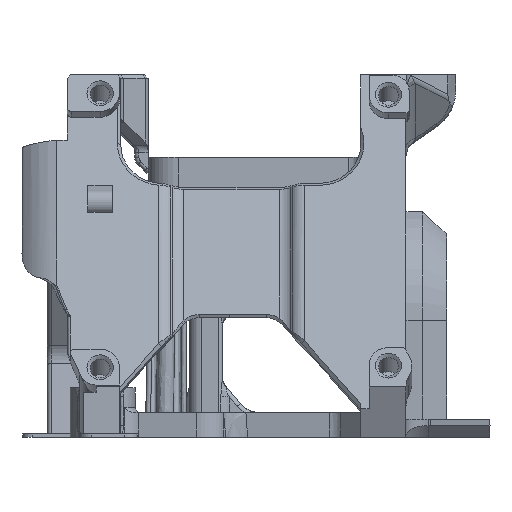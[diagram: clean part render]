
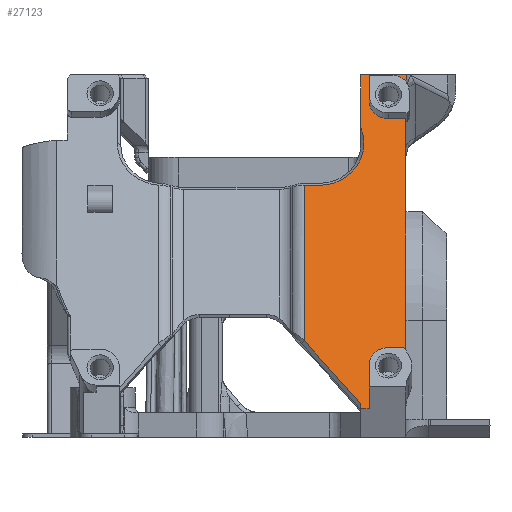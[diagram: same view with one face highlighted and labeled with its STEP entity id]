
A CAD part, left-side view. The second image highlights one B-rep face of the part: STEP entity #27123.
In plain terms, the highlighted planar face has unit normal (-0.94, 0, 0.342).
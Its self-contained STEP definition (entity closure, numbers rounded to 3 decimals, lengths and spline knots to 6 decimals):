
#966=PLANE('',#29217);
#1797=B_SPLINE_CURVE_WITH_KNOTS('',3,(#45214,#45215,#45216,#45217),
 .UNSPECIFIED.,.F.,.F.,(4,4),(-0.000025,0.000759),
 .UNSPECIFIED.);
#2964=LINE('',#45135,#4735);
#2971=LINE('',#45232,#4742);
#2972=LINE('',#45234,#4743);
#2975=LINE('',#45242,#4746);
#2977=LINE('',#45246,#4748);
#3145=LINE('',#47645,#4916);
#3146=LINE('',#47646,#4917);
#3205=LINE('',#48157,#4976);
#3269=LINE('',#48655,#5040);
#3281=LINE('',#48690,#5052);
#3282=LINE('',#48692,#5053);
#3283=LINE('',#48693,#5054);
#3284=LINE('',#48694,#5055);
#3285=LINE('',#48696,#5056);
#4735=VECTOR('',#32463,1.);
#4742=VECTOR('',#32482,1.);
#4743=VECTOR('',#32485,1.);
#4746=VECTOR('',#32494,1.);
#4748=VECTOR('',#32498,1.);
#4916=VECTOR('',#33230,1.);
#4917=VECTOR('',#33231,1.);
#4976=VECTOR('',#33504,1.);
#5040=VECTOR('',#33712,1.);
#5052=VECTOR('',#33738,1.);
#5053=VECTOR('',#33741,1.);
#5054=VECTOR('',#33742,1.);
#5055=VECTOR('',#33743,1.);
#5056=VECTOR('',#33744,1.);
#9744=ORIENTED_EDGE('',*,*,#16328,.F.);
#9745=ORIENTED_EDGE('',*,*,#15869,.F.);
#9746=ORIENTED_EDGE('',*,*,#15867,.T.);
#9747=ORIENTED_EDGE('',*,*,#15865,.T.);
#9748=ORIENTED_EDGE('',*,*,#15864,.T.);
#9749=ORIENTED_EDGE('',*,*,#15861,.T.);
#9750=ORIENTED_EDGE('',*,*,#16327,.T.);
#9751=ORIENTED_EDGE('',*,*,#15858,.F.);
#9752=ORIENTED_EDGE('',*,*,#16587,.F.);
#9753=ORIENTED_EDGE('',*,*,#16604,.T.);
#9754=ORIENTED_EDGE('',*,*,#16591,.T.);
#9755=ORIENTED_EDGE('',*,*,#16605,.F.);
#9756=ORIENTED_EDGE('',*,*,#16466,.F.);
#9757=ORIENTED_EDGE('',*,*,#16603,.F.);
#9758=ORIENTED_EDGE('',*,*,#16606,.F.);
#9759=ORIENTED_EDGE('',*,*,#16607,.T.);
#9760=ORIENTED_EDGE('',*,*,#15871,.T.);
#9761=ORIENTED_EDGE('',*,*,#15856,.T.);
#9762=ORIENTED_EDGE('',*,*,#15851,.F.);
#9763=ORIENTED_EDGE('',*,*,#15847,.T.);
#9764=ORIENTED_EDGE('',*,*,#15886,.F.);
#15847=EDGE_CURVE('',#19661,#19662,#21730,.T.);
#15851=EDGE_CURVE('',#19661,#19665,#2964,.T.);
#15856=EDGE_CURVE('',#19667,#19665,#21733,.T.);
#15858=EDGE_CURVE('',#19669,#19670,#1797,.T.);
#15861=EDGE_CURVE('',#19672,#19671,#21734,.T.);
#15864=EDGE_CURVE('',#19673,#19672,#2971,.T.);
#15865=EDGE_CURVE('',#19674,#19673,#2972,.T.);
#15867=EDGE_CURVE('',#19675,#19674,#21735,.T.);
#15869=EDGE_CURVE('',#19675,#19676,#2975,.T.);
#15871=EDGE_CURVE('',#19677,#19667,#2977,.T.);
#15886=EDGE_CURVE('',#19687,#19662,#21739,.T.);
#16327=EDGE_CURVE('',#19671,#19670,#3145,.T.);
#16328=EDGE_CURVE('',#19676,#19687,#3146,.T.);
#16466=EDGE_CURVE('',#19660,#20034,#3205,.T.);
#16587=EDGE_CURVE('',#20109,#19669,#3269,.T.);
#16591=EDGE_CURVE('',#20114,#20113,#21933,.T.);
#16603=EDGE_CURVE('',#20122,#19660,#3281,.T.);
#16604=EDGE_CURVE('',#20109,#20114,#3282,.T.);
#16605=EDGE_CURVE('',#20034,#20113,#3283,.T.);
#16606=EDGE_CURVE('',#20123,#20122,#3284,.T.);
#16607=EDGE_CURVE('',#20123,#19677,#3285,.T.);
#19660=VERTEX_POINT('',#45109);
#19661=VERTEX_POINT('',#45127);
#19662=VERTEX_POINT('',#45128);
#19665=VERTEX_POINT('',#45136);
#19667=VERTEX_POINT('',#45142);
#19669=VERTEX_POINT('',#45213);
#19670=VERTEX_POINT('',#45218);
#19671=VERTEX_POINT('',#45225);
#19672=VERTEX_POINT('',#45227);
#19673=VERTEX_POINT('',#45231);
#19674=VERTEX_POINT('',#45235);
#19675=VERTEX_POINT('',#45239);
#19676=VERTEX_POINT('',#45243);
#19677=VERTEX_POINT('',#45247);
#19687=VERTEX_POINT('',#45275);
#20034=VERTEX_POINT('',#48158);
#20109=VERTEX_POINT('',#48653);
#20113=VERTEX_POINT('',#48662);
#20114=VERTEX_POINT('',#48664);
#20122=VERTEX_POINT('',#48689);
#20123=VERTEX_POINT('',#48695);
#21730=CIRCLE('',#28735,0.0005);
#21733=CIRCLE('',#28740,0.00235);
#21734=CIRCLE('',#28742,0.002);
#21735=CIRCLE('',#28746,0.00235);
#21739=CIRCLE('',#28759,0.002536);
#21933=CIRCLE('',#29212,0.0054);
#23232=EDGE_LOOP('',(#9744,#9745,#9746,#9747,#9748,#9749,#9750,#9751,#9752,
#9753,#9754,#9755,#9756,#9757,#9758,#9759,#9760,#9761,#9762,#9763,#9764));
#24935=FACE_BOUND('',#23232,.T.);
#27123=ADVANCED_FACE('',(#24935),#966,.T.);
#28735=AXIS2_PLACEMENT_3D('',#45126,#32455,#32456);
#28740=AXIS2_PLACEMENT_3D('',#45145,#32471,#32472);
#28742=AXIS2_PLACEMENT_3D('',#45226,#32476,#32477);
#28746=AXIS2_PLACEMENT_3D('',#45238,#32489,#32490);
#28759=AXIS2_PLACEMENT_3D('',#45276,#32527,#32528);
#29212=AXIS2_PLACEMENT_3D('',#48663,#33719,#33720);
#29217=AXIS2_PLACEMENT_3D('',#48691,#33739,#33740);
#32455=DIRECTION('',(0.94,0.,-0.342));
#32456=DIRECTION('',(0.342,0.,0.94));
#32463=DIRECTION('',(0.,1.,0.));
#32471=DIRECTION('',(0.94,0.,-0.342));
#32472=DIRECTION('',(0.342,0.,0.94));
#32476=DIRECTION('',(0.94,0.,-0.342));
#32477=DIRECTION('',(0.342,0.,0.94));
#32482=DIRECTION('',(0.,-1.,0.));
#32485=DIRECTION('',(0.342,0.,0.94));
#32489=DIRECTION('',(0.94,0.,-0.342));
#32490=DIRECTION('',(0.342,0.,0.94));
#32494=DIRECTION('',(0.,-1.,0.));
#32498=DIRECTION('',(0.342,0.,0.94));
#32527=DIRECTION('',(0.94,0.,-0.342));
#32528=DIRECTION('',(0.342,0.,0.94));
#33230=DIRECTION('',(0.342,0.,0.94));
#33231=DIRECTION('',(-0.342,0.,-0.94));
#33504=DIRECTION('',(0.342,0.,0.94));
#33712=DIRECTION('',(0.,-1.,0.));
#33719=DIRECTION('',(0.94,0.,-0.342));
#33720=DIRECTION('',(0.342,0.,0.94));
#33738=DIRECTION('',(0.262,0.643,0.72));
#33739=DIRECTION('',(-0.94,0.,0.342));
#33740=DIRECTION('',(-0.342,0.,-0.94));
#33741=DIRECTION('',(-0.342,0.,-0.94));
#33742=DIRECTION('',(0.,-1.,0.));
#33743=DIRECTION('',(0.342,0.,0.94));
#33744=DIRECTION('',(0.,-1.,0.));
#45109=CARTESIAN_POINT('',(-0.141708,0.018828,0.011704));
#45126=CARTESIAN_POINT('',(-0.14243,0.007,0.009722));
#45127=CARTESIAN_POINT('',(-0.142259,0.007,0.010192));
#45128=CARTESIAN_POINT('',(-0.142361,0.006543,0.009912));
#45135=CARTESIAN_POINT('',(-0.142259,0.006125,0.010192));
#45136=CARTESIAN_POINT('',(-0.142259,0.008625,0.010192));
#45142=CARTESIAN_POINT('',(-0.143062,0.010975,0.007983));
#45145=CARTESIAN_POINT('',(-0.143062,0.008625,0.007983));
#45213=CARTESIAN_POINT('',(-0.129953,0.006465,0.044));
#45214=CARTESIAN_POINT('',(-0.129953,0.006465,0.044));
#45215=CARTESIAN_POINT('',(-0.130043,0.006481,0.043755));
#45216=CARTESIAN_POINT('',(-0.130132,0.006499,0.04351));
#45217=CARTESIAN_POINT('',(-0.130221,0.0065,0.043264));
#45218=CARTESIAN_POINT('',(-0.130221,0.0065,0.043264));
#45225=CARTESIAN_POINT('',(-0.130522,0.0065,0.042438));
#45226=CARTESIAN_POINT('',(-0.130921,0.008125,0.041342));
#45227=CARTESIAN_POINT('',(-0.130237,0.008125,0.043222));
#45231=CARTESIAN_POINT('',(-0.130237,0.010975,0.043222));
#45232=CARTESIAN_POINT('',(-0.130237,0.006125,0.043222));
#45234=CARTESIAN_POINT('',(-0.12364,0.010975,0.061346));
#45235=CARTESIAN_POINT('',(-0.131092,0.010975,0.040873));
#45238=CARTESIAN_POINT('',(-0.131092,0.008625,0.040873));
#45239=CARTESIAN_POINT('',(-0.131895,0.008625,0.038664));
#45242=CARTESIAN_POINT('',(-0.131895,0.006125,0.038664));
#45243=CARTESIAN_POINT('',(-0.131895,0.0065,0.038664));
#45246=CARTESIAN_POINT('',(-0.12364,0.010975,0.061346));
#45247=CARTESIAN_POINT('',(-0.144704,0.010975,0.003473));
#45275=CARTESIAN_POINT('',(-0.142392,0.0065,0.009826));
#45276=CARTESIAN_POINT('',(-0.14201,0.004223,0.010875));
#47645=CARTESIAN_POINT('',(-0.143233,0.0065,0.007513));
#47646=CARTESIAN_POINT('',(-0.136618,0.0065,0.025688));
#48157=CARTESIAN_POINT('',(-0.14325,0.018828,0.007468));
#48158=CARTESIAN_POINT('',(-0.134836,0.018828,0.030585));
#48653=CARTESIAN_POINT('',(-0.129953,0.012,0.044));
#48655=CARTESIAN_POINT('',(-0.129953,0.004696,0.044));
#48662=CARTESIAN_POINT('',(-0.134836,0.017,0.030585));
#48663=CARTESIAN_POINT('',(-0.132989,0.017,0.035659));
#48664=CARTESIAN_POINT('',(-0.132292,0.012,0.037576));
#48689=CARTESIAN_POINT('',(-0.144491,0.012,0.004057));
#48690=CARTESIAN_POINT('',(-0.140731,0.021225,0.014388));
#48691=CARTESIAN_POINT('',(-0.143233,0.043625,0.007513));
#48692=CARTESIAN_POINT('',(-0.143233,0.012,0.007513));
#48693=CARTESIAN_POINT('',(-0.134836,0.027711,0.030585));
#48694=CARTESIAN_POINT('',(-0.139529,0.012,0.017691));
#48695=CARTESIAN_POINT('',(-0.144704,0.012,0.003473));
#48696=CARTESIAN_POINT('',(-0.144704,0.026125,0.003473));
